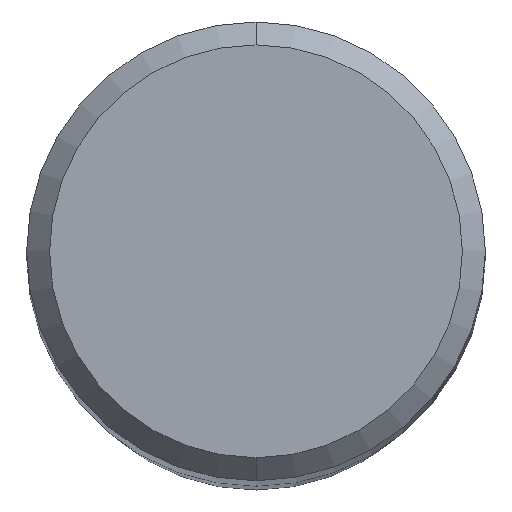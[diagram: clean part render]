
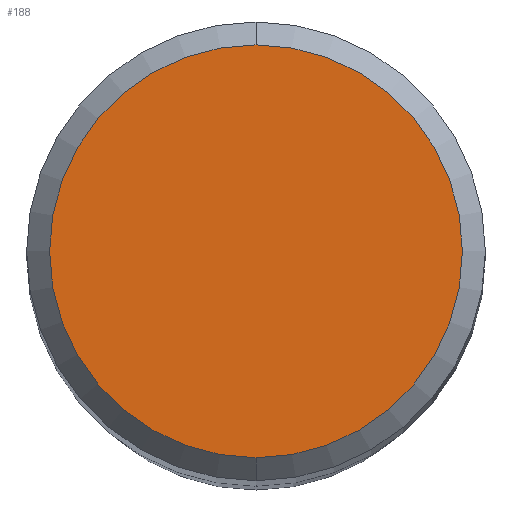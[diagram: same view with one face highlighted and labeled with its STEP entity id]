
A CAD part, top view. The second image highlights one B-rep face of the part: STEP entity #188.
In plain terms, the highlighted planar face has unit normal (0, 0, 1).
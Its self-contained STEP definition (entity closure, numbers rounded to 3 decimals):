
#96=VERTEX_POINT('',#241);
#110=EDGE_CURVE('',#96,#184,#256,.T.);
#184=VERTEX_POINT('',#338);
#188=ADVANCED_FACE('',(#342),#343,.T.);
#208=EDGE_CURVE('',#184,#96,#367,.T.);
#241=CARTESIAN_POINT('',(0.0,4.5,0.0));
#256=CIRCLE('',#414,4.5);
#338=CARTESIAN_POINT('',(0.,-4.5,0.0));
#342=FACE_OUTER_BOUND('',#527,.T.);
#343=PLANE('',#528);
#367=CIRCLE('',#556,4.5);
#414=AXIS2_PLACEMENT_3D('',#593,#594,#595);
#527=EDGE_LOOP('',(#684,#685));
#528=AXIS2_PLACEMENT_3D('',#686,#687,#688);
#556=AXIS2_PLACEMENT_3D('',#729,#730,#731);
#593=CARTESIAN_POINT('',(0.0,0.0,0.0));
#594=DIRECTION('',(0.0,0.0,-1.0));
#595=DIRECTION('',(0.0,1.0,0.0));
#684=ORIENTED_EDGE('',*,*,#110,.F.);
#685=ORIENTED_EDGE('',*,*,#208,.F.);
#686=CARTESIAN_POINT('',(0.0,2.25,0.0));
#687=DIRECTION('',(-0.0,0.0,1.0));
#688=DIRECTION('',(0.0,-1.0,0.0));
#729=CARTESIAN_POINT('',(0.0,0.0,0.0));
#730=DIRECTION('',(0.0,0.0,-1.0));
#731=DIRECTION('',(0.0,1.0,0.0));
